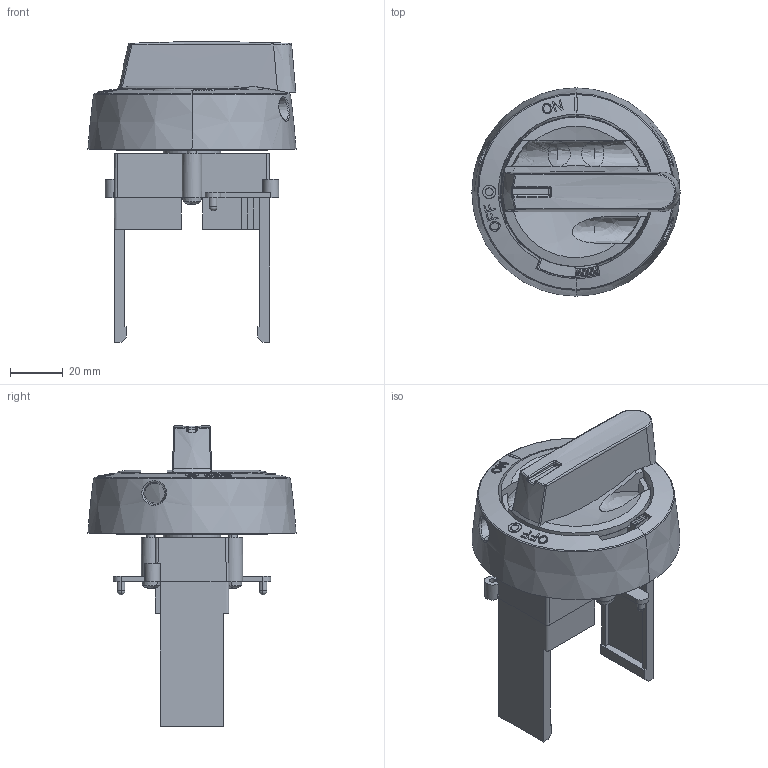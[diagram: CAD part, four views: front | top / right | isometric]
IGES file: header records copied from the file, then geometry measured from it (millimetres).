
Global section: file name: No Iges File Name specified; native system: AutoDesk Inventor R12.0; preprocessor: AutoDesk Inventor Iges Exporter R12.0; date: 20090522.120157; units: millimetre
Bounding box: 79.2 x 79.2 x 114.36 mm (x, y, z)
Volume: 88809.6 mm3; surface area: 86331.9 mm2
Topology: 10 solids, 10 shells, 961 faces, 2486 edges, 1563 vertices
Faces by surface type: plane 326, bspline 237, revolution 150, cone 98, cylinder 66, torus 58, sphere 26
